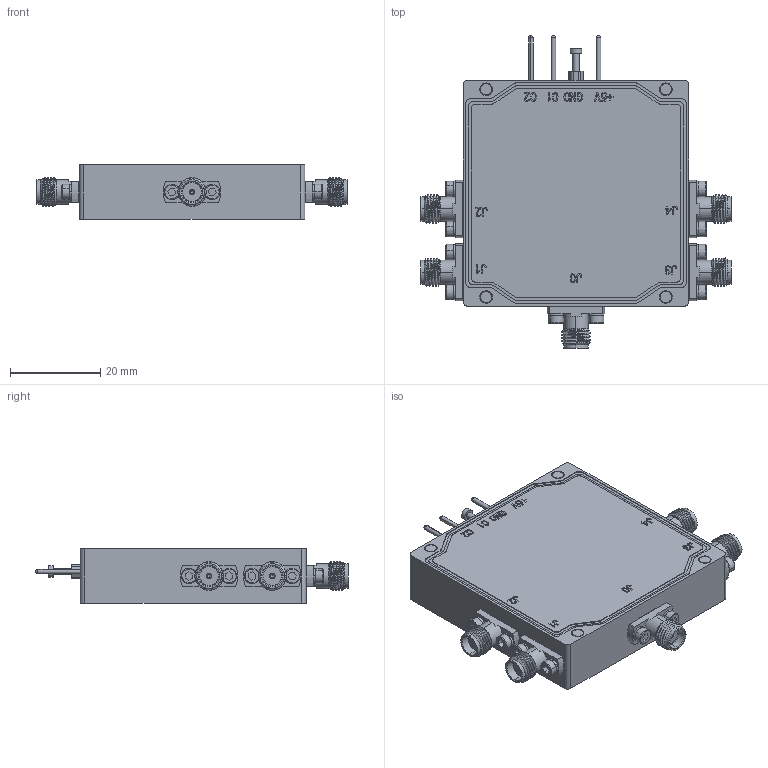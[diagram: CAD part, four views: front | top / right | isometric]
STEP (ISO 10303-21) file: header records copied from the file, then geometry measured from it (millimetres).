
FILE_DESCRIPTION (( 'STEP AP214' ), '1' );
FILE_NAME ('FMSW5021_3D.step', '2025-03-28T18:59:57', ( '' ), ( '' ), 'SwSTEP 2.0', 'SolidWorks 2022', '' );
FILE_SCHEMA (( 'AUTOMOTIVE_DESIGN' ));
Length unit declared in the file: millimetre
Products named in the file (1): FMSW5021_3D
Bounding box: 68.72 x 69.24 x 12 mm (x, y, z)
Volume: 26316.4 mm3; surface area: 15852.2 mm2
Topology: 5 solids, 25 shells, 1528 faces, 4019 edges, 2595 vertices
Faces by surface type: plane 921, cylinder 452, cone 119, torus 20, bspline 16
Entity records: 51094 total; most frequent: CARTESIAN_POINT 13145, ORIENTED_EDGE 7942, DIRECTION 7773, EDGE_CURVE 3971, LINE 2805, VECTOR 2805, VERTEX_POINT 2595, AXIS2_PLACEMENT_3D 2484
